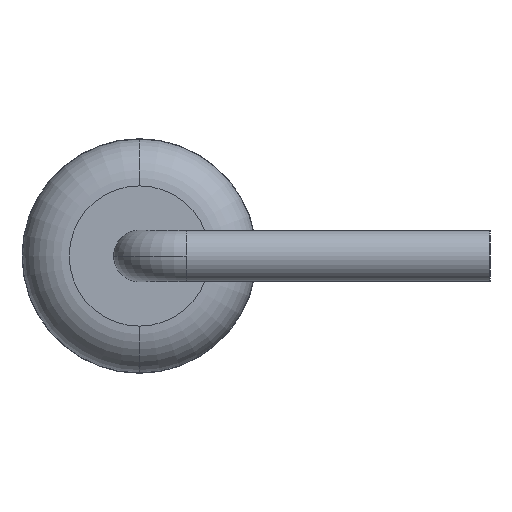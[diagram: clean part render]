
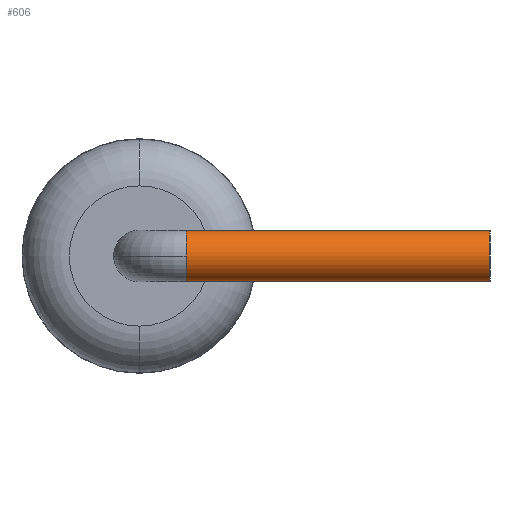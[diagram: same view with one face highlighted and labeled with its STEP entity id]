
A CAD part, left-side view. The second image highlights one B-rep face of the part: STEP entity #606.
In plain terms, the highlighted cylindrical face has radius 0.275 mm (diameter 0.55 mm), a partial arc.
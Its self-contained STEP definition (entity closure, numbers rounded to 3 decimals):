
#36 = DIRECTION ( 'NONE',  ( 0., -1., 0. ) ) ;
#45 = ORIENTED_EDGE ( 'NONE', *, *, #1029, .F. ) ;
#60 = ORIENTED_EDGE ( 'NONE', *, *, #853, .F. ) ;
#66 = VERTEX_POINT ( 'NONE', #91 ) ;
#91 = CARTESIAN_POINT ( 'NONE',  ( -5.08, -2., 0.275 ) ) ;
#152 = CIRCLE ( 'NONE', #199, 0.275 ) ;
#167 = LINE ( 'NONE', #485, #551 ) ;
#168 = EDGE_CURVE ( 'NONE', #954, #66, #203, .T. ) ;
#183 = EDGE_CURVE ( 'NONE', #279, #954, #167, .T. ) ;
#199 = AXIS2_PLACEMENT_3D ( 'NONE', #849, #677, #937 ) ;
#203 = CIRCLE ( 'NONE', #956, 0.275 ) ;
#207 = DIRECTION ( 'NONE',  ( 0., -1., 0. ) ) ;
#279 = VERTEX_POINT ( 'NONE', #287 ) ;
#287 = CARTESIAN_POINT ( 'NONE',  ( -5.08, 1.25, -0.275 ) ) ;
#361 = ORIENTED_EDGE ( 'NONE', *, *, #914, .F. ) ;
#397 = CARTESIAN_POINT ( 'NONE',  ( -5.08, -2., 0. ) ) ;
#451 = CARTESIAN_POINT ( 'NONE',  ( -5.08, 1.25, 0. ) ) ;
#485 = CARTESIAN_POINT ( 'NONE',  ( -5.08, 1.25, -0.275 ) ) ;
#486 = VERTEX_POINT ( 'NONE', #770 ) ;
#490 = DIRECTION ( 'NONE',  ( 0., 1., 0. ) ) ;
#492 = FACE_OUTER_BOUND ( 'NONE', #837, .T. ) ;
#539 = CIRCLE ( 'NONE', #586, 0.275 ) ;
#544 = DIRECTION ( 'NONE',  ( 0., 0., 1. ) ) ;
#551 = VECTOR ( 'NONE', #1117, 1000. ) ;
#552 = VECTOR ( 'NONE', #207, 1000. ) ;
#586 = AXIS2_PLACEMENT_3D ( 'NONE', #451, #1095, #544 ) ;
#606 = ADVANCED_FACE ( 'NONE', ( #492 ), #788, .T. ) ;
#651 = DIRECTION ( 'NONE',  ( 0., 0., 1. ) ) ;
#677 = DIRECTION ( 'NONE',  ( 0., 1., 0. ) ) ;
#718 = AXIS2_PLACEMENT_3D ( 'NONE', #1050, #36, #949 ) ;
#731 = CARTESIAN_POINT ( 'NONE',  ( -5.08, -2., -0.275 ) ) ;
#770 = CARTESIAN_POINT ( 'NONE',  ( -5.08, 1.25, 0.275 ) ) ;
#788 = CYLINDRICAL_SURFACE ( 'NONE', #718, 0.275 ) ;
#837 = EDGE_LOOP ( 'NONE', ( #361, #60, #45, #1080, #1166 ) ) ;
#838 = CARTESIAN_POINT ( 'NONE',  ( -5.08, 1.25, 0.275 ) ) ;
#849 = CARTESIAN_POINT ( 'NONE',  ( -5.08, 1.25, 0. ) ) ;
#853 = EDGE_CURVE ( 'NONE', #1176, #486, #539, .T. ) ;
#914 = EDGE_CURVE ( 'NONE', #486, #66, #1168, .T. ) ;
#937 = DIRECTION ( 'NONE',  ( 0., 0., 1. ) ) ;
#949 = DIRECTION ( 'NONE',  ( 0., 0., -1. ) ) ;
#954 = VERTEX_POINT ( 'NONE', #731 ) ;
#956 = AXIS2_PLACEMENT_3D ( 'NONE', #397, #490, #651 ) ;
#1029 = EDGE_CURVE ( 'NONE', #279, #1176, #152, .T. ) ;
#1050 = CARTESIAN_POINT ( 'NONE',  ( -5.08, 1.25, 0. ) ) ;
#1080 = ORIENTED_EDGE ( 'NONE', *, *, #183, .T. ) ;
#1085 = CARTESIAN_POINT ( 'NONE',  ( -5.355, 1.25, 0. ) ) ;
#1095 = DIRECTION ( 'NONE',  ( 0., 1., 0. ) ) ;
#1117 = DIRECTION ( 'NONE',  ( 0., -1., 0. ) ) ;
#1166 = ORIENTED_EDGE ( 'NONE', *, *, #168, .T. ) ;
#1168 = LINE ( 'NONE', #838, #552 ) ;
#1176 = VERTEX_POINT ( 'NONE', #1085 ) ;
